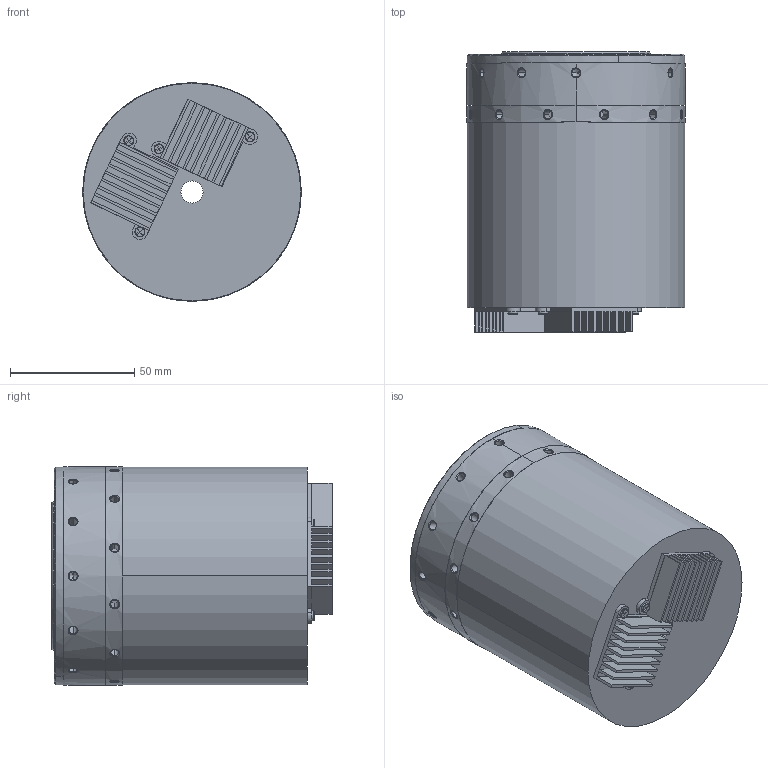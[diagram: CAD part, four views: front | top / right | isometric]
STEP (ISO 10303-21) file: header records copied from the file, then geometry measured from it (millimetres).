
FILE_DESCRIPTION (( 'STEP AP214' ), '1' );
FILE_NAME ('120E勤俋耀倰-20250427.STEP', '2025-07-11T08:57:05', ( '' ), ( '' ), 'SwSTEP 2.0', 'SolidWorks 2024', '' );
FILE_SCHEMA (( 'AUTOMOTIVE_DESIGN' ));
Length unit declared in the file: millimetre
Products named in the file (1): 120E对外模型-20250427
Bounding box: 88 x 112.9 x 88 mm (x, y, z)
Volume: 617627 mm3; surface area: 62978.8 mm2
Topology: 1 solids, 5 shells, 507 faces, 1226 edges, 743 vertices
Faces by surface type: plane 179, cylinder 174, cone 152, torus 2
Entity records: 16133 total; most frequent: CARTESIAN_POINT 4347, DIRECTION 2506, ORIENTED_EDGE 2360, EDGE_CURVE 1180, AXIS2_PLACEMENT_3D 892, VERTEX_POINT 743, LINE 722, VECTOR 722
